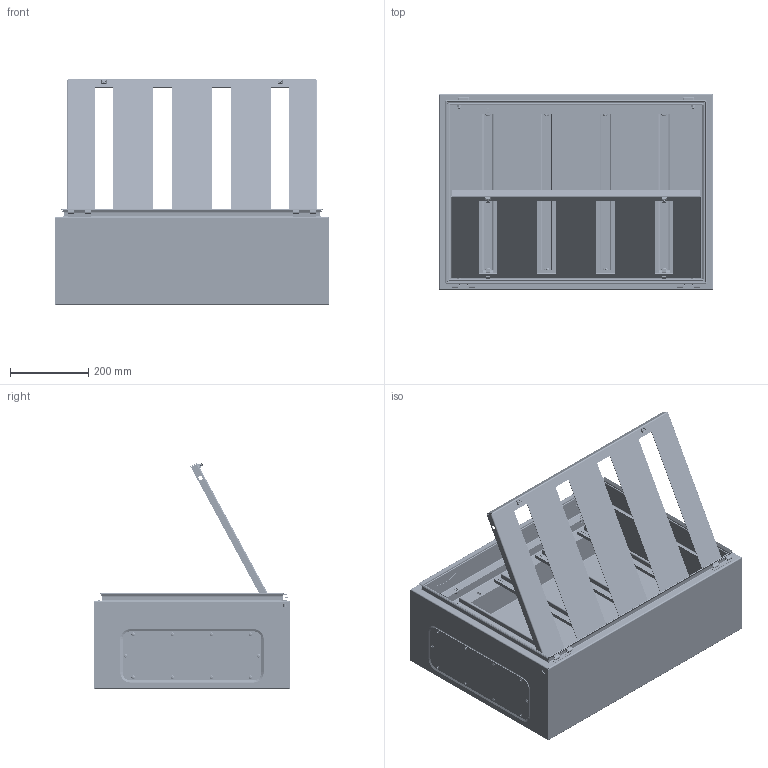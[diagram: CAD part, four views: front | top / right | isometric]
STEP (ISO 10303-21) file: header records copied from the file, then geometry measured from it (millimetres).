
FILE_DESCRIPTION (( 'STEP AP203' ), '1' );
FILE_NAME ('R5TM75.step', '2011-10-28T13:13:09', ( 'User' ), ( 'DKC' ), 'SwSTEP 2.0', 'SolidWorks 2011', '' );
FILE_SCHEMA (( 'CONFIG_CONTROL_DESIGN' ));
Length unit declared in the file: millimetre
Products named in the file (34): R5TM75; reduser; Sectioning sets R5TM 1 door_R5TM75; Rounded head screw with cross slot M6 x 12_ISO 7045 - M6 x 12 - Z --- 12S; Din profile CE_500; Perno AC00C148_AC00C148; screw M5x30_screw M5x30; AC00C129; Borchia quadra per pannelli distribuzione_AC00C147; Porta distribuzione_700õ500 ÑÂ02Ñ318; Dado gabbia 11x11 M5; dado quadrato 11x11 M5_Default; gabbia M6_Default; Cerniera CE AC00C146; Øïèëüêà çàïðåññîâàííàÿ â ïåòëþ M6 x 10_ M6x16; cerniera per panelli distribuzione CE_AC00C146; Frame for sectioning sets R5TM_700x500; Traversa porta_500 ﾑﾂ02ﾑ311; Montante porta_700 ﾑﾂ02ﾑ308; Frames CE assemble 11111_700x500x250 R5CE0759 ; end-cap_AC00C061; land; Tapping screw 4.8x9.5 AC00C352_AC00C352; End-cup AC00C383_Default; Tapping screw 4.2x16_Tapping screw 4.2x16; Blocchetto fissaggio cerniera AC00C354_AC00C354; CERNIERA AC00C399_Default; Flange nut M6_ISO 7044-M6-S; Perno M6 AC00C145_1; Sealant AC00C355; End-cup AC00C317_Default; Flanges CE_327x97; Sealants of flange_327x97; Frames CE 11111_700x500x250
Assembly tree (101 placements, depth 4):
  R5TM75
    reduser  x4
    Frames CE assemble 11111_700x500x250 R5CE0759 
      Sealant AC00C355  x4
      End-cup AC00C317_Default  x4
      Flange nut M6_ISO 7044-M6-S  x4
      end-cap_AC00C061  x2
      Tapping screw 4.2x16_Tapping screw 4.2x16  x4
      End-cup AC00C383_Default  x2
      Perno M6 AC00C145_1  x4
      Tapping screw 4.8x9.5 AC00C352_AC00C352  x12
      land  x4
      Flanges CE_327x97
      Sealants of flange_327x97
      Blocchetto fissaggio cerniera AC00C354_AC00C354  x2
      Frames CE 11111_700x500x250
      CERNIERA AC00C399_Default  x2
    Sectioning sets R5TM 1 door_R5TM75
      Borchia quadra per pannelli distribuzione_AC00C147  x2
      Rounded head screw with cross slot M6 x 12_ISO 7045 - M6 x 12 - Z --- 12S  x8
      Din profile CE_500  x4
      Flange nut M6_ISO 7044-M6-S  x10
      screw M5x30_screw M5x30  x2
      Frame for sectioning sets R5TM_700x500
        Traversa porta_500 ﾑﾂ02ﾑ311  x2
        Montante porta_700 ﾑﾂ02ﾑ308  x2
      Cerniera CE AC00C146  x2
        cerniera per panelli distribuzione CE_AC00C146
        Øïèëüêà çàïðåññîâàííàÿ â ïåòëþ M6 x 10_ M6x16
      Dado gabbia 11x11 M5  x2
        gabbia M6_Default
        dado quadrato 11x11 M5_Default
      AC00C129  x2
      Porta distribuzione_700õ500 ÑÂ02Ñ318
      Perno AC00C148_AC00C148  x2
    Flange nut M6_ISO 7044-M6-S  x4
Bounding box: 700.13 x 500 x 580.01 mm (x, y, z)
Volume: 2451829.8 mm3; surface area: 3291650.9 mm2
Topology: 102 solids, 102 shells, 8166 faces, 20268 edges, 12338 vertices
Faces by surface type: cone 2510, cylinder 2218, plane 1838, bspline 1380, torus 180, sphere 40
Entity records: 151687 total; most frequent: CARTESIAN_POINT 91383, ORIENTED_EDGE 11960, DIRECTION 10977, EDGE_CURVE 5980, AXIS2_PLACEMENT_3D 4105, VERTEX_POINT 3700, LINE 2767, VECTOR 2767
